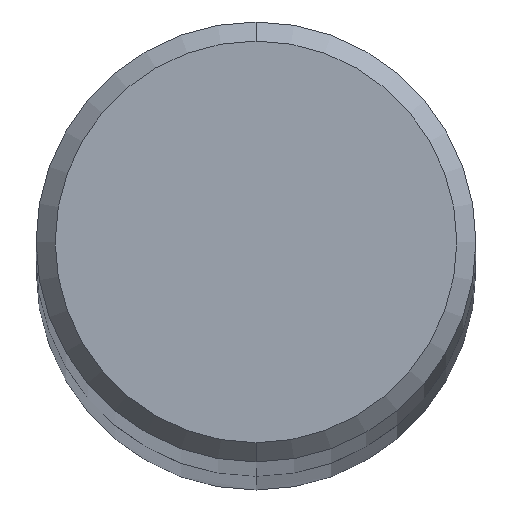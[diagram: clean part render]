
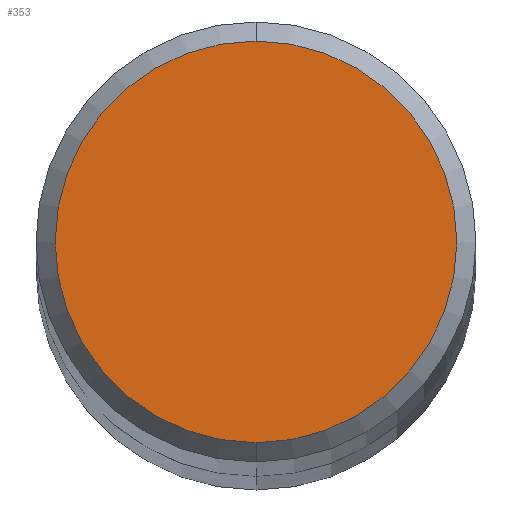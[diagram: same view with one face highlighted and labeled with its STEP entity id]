
A CAD part, top view. The second image highlights one B-rep face of the part: STEP entity #353.
In plain terms, the highlighted planar face has unit normal (0, 0, 1).
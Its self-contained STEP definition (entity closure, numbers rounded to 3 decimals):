
#243=EDGE_CURVE('',#333,#389,#524,.T.);
#273=EDGE_CURVE('',#389,#333,#557,.T.);
#333=VERTEX_POINT('',#620);
#353=ADVANCED_FACE('',(#643),#644,.T.);
#389=VERTEX_POINT('',#682);
#524=CIRCLE('',#906,1.05);
#557=CIRCLE('',#1011,1.05);
#620=CARTESIAN_POINT('',(0.0,1.05,41.0));
#643=FACE_OUTER_BOUND('',#1285,.T.);
#644=PLANE('',#1286);
#682=CARTESIAN_POINT('',(0.,-1.05,41.0));
#906=AXIS2_PLACEMENT_3D('',#1500,#1501,#1502);
#1011=AXIS2_PLACEMENT_3D('',#1532,#1533,#1534);
#1285=EDGE_LOOP('',(#1620,#1621));
#1286=AXIS2_PLACEMENT_3D('',#1622,#1623,#1624);
#1500=CARTESIAN_POINT('',(0.0,0.0,41.0));
#1501=DIRECTION('',(0.0,0.0,-1.0));
#1502=DIRECTION('',(0.0,1.0,0.0));
#1532=CARTESIAN_POINT('',(0.0,0.0,41.0));
#1533=DIRECTION('',(0.0,0.0,-1.0));
#1534=DIRECTION('',(0.0,1.0,0.0));
#1620=ORIENTED_EDGE('',*,*,#243,.F.);
#1621=ORIENTED_EDGE('',*,*,#273,.F.);
#1622=CARTESIAN_POINT('',(0.0,0.525,41.0));
#1623=DIRECTION('',(0.0,0.0,1.0));
#1624=DIRECTION('',(0.0,-1.0,0.0));
